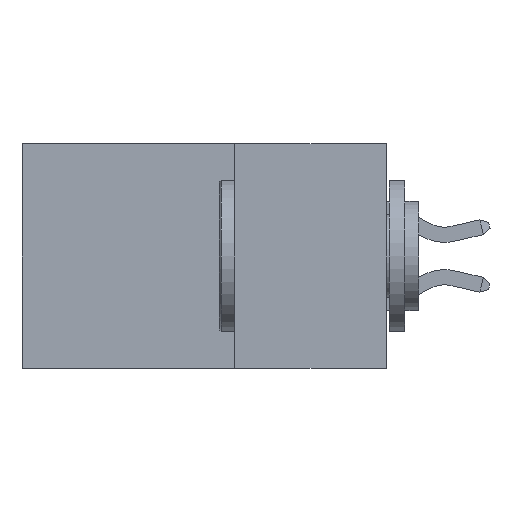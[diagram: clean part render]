
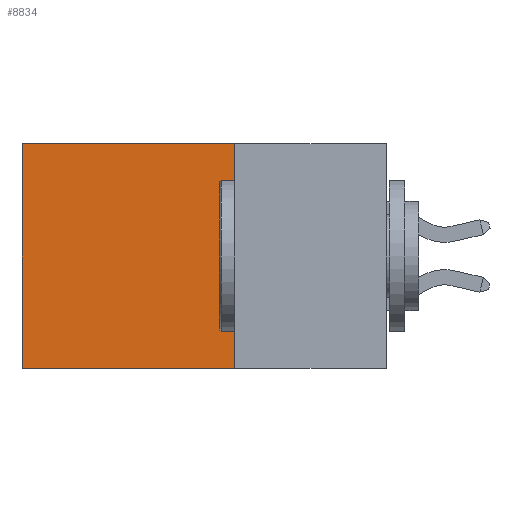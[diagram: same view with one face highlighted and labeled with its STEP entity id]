
A CAD part, left-side view. The second image highlights one B-rep face of the part: STEP entity #8834.
In plain terms, the highlighted planar face has unit normal (-1, 0, 0).
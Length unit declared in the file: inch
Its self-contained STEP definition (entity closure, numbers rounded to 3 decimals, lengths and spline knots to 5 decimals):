
#48 = EDGE_CURVE ( 'NONE', #3135, #8306, #4035, .T. ) ;
#456 = EDGE_CURVE ( 'NONE', #8306, #14187, #12342, .T. ) ;
#1344 = VECTOR ( 'NONE', #5863, 39.37008 ) ;
#2452 = VECTOR ( 'NONE', #17258, 39.37008 ) ;
#2579 = CARTESIAN_POINT ( 'NONE',  ( 0.2615, 0.25, -0.37 ) ) ;
#2866 = CARTESIAN_POINT ( 'NONE',  ( 0.2615, 0.25, 0. ) ) ;
#3135 = VERTEX_POINT ( 'NONE', #19707 ) ;
#4035 = LINE ( 'NONE', #2579, #18351 ) ;
#4117 = LINE ( 'NONE', #2866, #2452 ) ;
#5022 = DIRECTION ( 'NONE',  ( 1., 0., 0. ) ) ;
#5863 = DIRECTION ( 'NONE',  ( 0., 0., -1. ) ) ;
#7173 = DIRECTION ( 'NONE',  ( 0., 0., -1. ) ) ;
#7529 = CARTESIAN_POINT ( 'NONE',  ( 0.2615, 0.6, -0.37 ) ) ;
#8306 = VERTEX_POINT ( 'NONE', #9988 ) ;
#8834 = ADVANCED_FACE ( 'NONE', ( #13006 ), #19424, .F. ) ;
#9988 = CARTESIAN_POINT ( 'NONE',  ( 0.2615, 0.25, -0.37 ) ) ;
#11075 = CARTESIAN_POINT ( 'NONE',  ( 0.2615, 0.25, -0.37 ) ) ;
#11245 = ORIENTED_EDGE ( 'NONE', *, *, #456, .F. ) ;
#11428 = DIRECTION ( 'NONE',  ( 0., 0., -1. ) ) ;
#12099 = VECTOR ( 'NONE', #12441, 39.37008 ) ;
#12315 = AXIS2_PLACEMENT_3D ( 'NONE', #17853, #5022, #11428 ) ;
#12342 = LINE ( 'NONE', #11075, #12099 ) ;
#12441 = DIRECTION ( 'NONE',  ( 0., 1., 0. ) ) ;
#13006 = FACE_OUTER_BOUND ( 'NONE', #15977, .T. ) ;
#13439 = EDGE_CURVE ( 'NONE', #18922, #14187, #17119, .T. ) ;
#14187 = VERTEX_POINT ( 'NONE', #18232 ) ;
#15017 = ORIENTED_EDGE ( 'NONE', *, *, #13439, .T. ) ;
#15720 = ORIENTED_EDGE ( 'NONE', *, *, #48, .F. ) ;
#15977 = EDGE_LOOP ( 'NONE', ( #15017, #11245, #15720, #19655 ) ) ;
#17119 = LINE ( 'NONE', #7529, #1344 ) ;
#17258 = DIRECTION ( 'NONE',  ( 0., 1., 0. ) ) ;
#17351 = EDGE_CURVE ( 'NONE', #3135, #18922, #4117, .T. ) ;
#17853 = CARTESIAN_POINT ( 'NONE',  ( 0.2615, 0.25, -0.37 ) ) ;
#18232 = CARTESIAN_POINT ( 'NONE',  ( 0.2615, 0.6, -0.37 ) ) ;
#18351 = VECTOR ( 'NONE', #7173, 39.37008 ) ;
#18922 = VERTEX_POINT ( 'NONE', #19919 ) ;
#19424 = PLANE ( 'NONE',  #12315 ) ;
#19655 = ORIENTED_EDGE ( 'NONE', *, *, #17351, .T. ) ;
#19707 = CARTESIAN_POINT ( 'NONE',  ( 0.2615, 0.25, 0. ) ) ;
#19919 = CARTESIAN_POINT ( 'NONE',  ( 0.2615, 0.6, 0. ) ) ;
